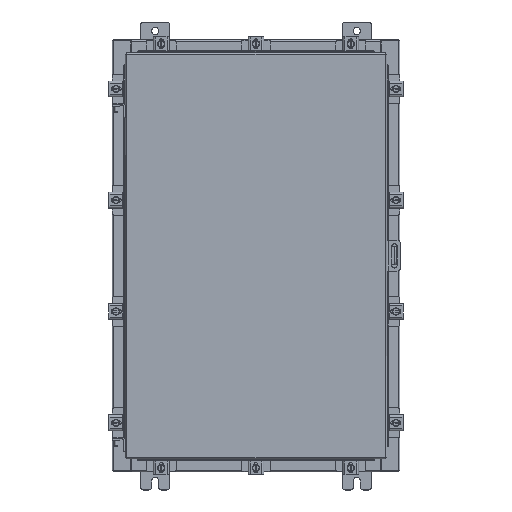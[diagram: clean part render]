
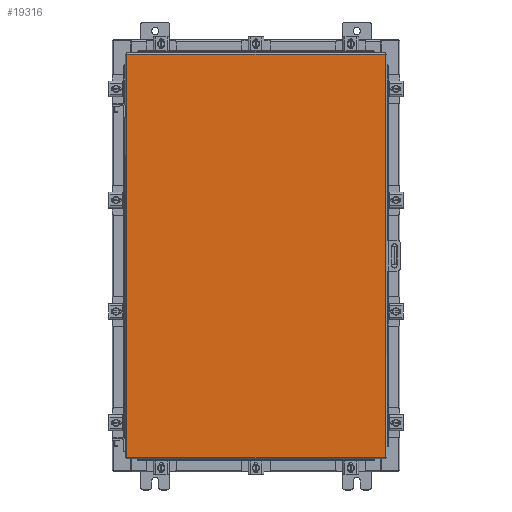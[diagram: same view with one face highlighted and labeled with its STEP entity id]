
A CAD part, top view. The second image highlights one B-rep face of the part: STEP entity #19316.
In plain terms, the highlighted planar face has unit normal (0, 0, 1).
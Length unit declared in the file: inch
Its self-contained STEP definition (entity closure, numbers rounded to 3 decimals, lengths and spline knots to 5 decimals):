
#351 = PLANE ( 'NONE',  #4446 ) ;
#537 = DIRECTION ( 'NONE',  ( 1., 0., 0. ) ) ;
#1056 = EDGE_LOOP ( 'NONE', ( #11243, #10801, #1155, #21825 ) ) ;
#1120 = VECTOR ( 'NONE', #11043, 39.37008 ) ;
#1155 = ORIENTED_EDGE ( 'NONE', *, *, #18714, .T. ) ;
#1652 = CARTESIAN_POINT ( 'NONE',  ( -8.9903, 14.0063, 0. ) ) ;
#2175 = DIRECTION ( 'NONE',  ( 0., 0., -1. ) ) ;
#2951 = VERTEX_POINT ( 'NONE', #1652 ) ;
#4330 = LINE ( 'NONE', #21476, #22799 ) ;
#4446 = AXIS2_PLACEMENT_3D ( 'NONE', #9254, #2175, #14648 ) ;
#6082 = CARTESIAN_POINT ( 'NONE',  ( 8.9903, -14.0063, 0. ) ) ;
#6967 = CARTESIAN_POINT ( 'NONE',  ( 8.9903, -14.0063, 0. ) ) ;
#8735 = VERTEX_POINT ( 'NONE', #6082 ) ;
#8746 = DIRECTION ( 'NONE',  ( 0., 1., 0. ) ) ;
#9254 = CARTESIAN_POINT ( 'NONE',  ( 0., 0., 0. ) ) ;
#10801 = ORIENTED_EDGE ( 'NONE', *, *, #17934, .T. ) ;
#11043 = DIRECTION ( 'NONE',  ( 0., -1., 0. ) ) ;
#11213 = CARTESIAN_POINT ( 'NONE',  ( -8.9903, -14.0063, 0. ) ) ;
#11243 = ORIENTED_EDGE ( 'NONE', *, *, #12576, .T. ) ;
#11718 = VECTOR ( 'NONE', #537, 39.37008 ) ;
#12480 = VECTOR ( 'NONE', #8746, 39.37008 ) ;
#12576 = EDGE_CURVE ( 'NONE', #21354, #8735, #20694, .T. ) ;
#14344 = DIRECTION ( 'NONE',  ( -1., 0., 0. ) ) ;
#14648 = DIRECTION ( 'NONE',  ( -1., 0., 0. ) ) ;
#15040 = CARTESIAN_POINT ( 'NONE',  ( -8.9903, -14.0063, 0. ) ) ;
#15065 = VERTEX_POINT ( 'NONE', #16046 ) ;
#16046 = CARTESIAN_POINT ( 'NONE',  ( 8.9903, 14.0063, 0. ) ) ;
#17934 = EDGE_CURVE ( 'NONE', #8735, #15065, #22556, .T. ) ;
#18714 = EDGE_CURVE ( 'NONE', #15065, #2951, #4330, .T. ) ;
#19316 = ADVANCED_FACE ( 'NONE', ( #22784 ), #351, .F. ) ;
#20112 = LINE ( 'NONE', #21789, #1120 ) ;
#20694 = LINE ( 'NONE', #11213, #11718 ) ;
#21209 = EDGE_CURVE ( 'NONE', #2951, #21354, #20112, .T. ) ;
#21354 = VERTEX_POINT ( 'NONE', #15040 ) ;
#21476 = CARTESIAN_POINT ( 'NONE',  ( 8.9903, 14.0063, 0. ) ) ;
#21789 = CARTESIAN_POINT ( 'NONE',  ( -8.9903, 14.0063, 0. ) ) ;
#21825 = ORIENTED_EDGE ( 'NONE', *, *, #21209, .T. ) ;
#22556 = LINE ( 'NONE', #6967, #12480 ) ;
#22784 = FACE_OUTER_BOUND ( 'NONE', #1056, .T. ) ;
#22799 = VECTOR ( 'NONE', #14344, 39.37008 ) ;
